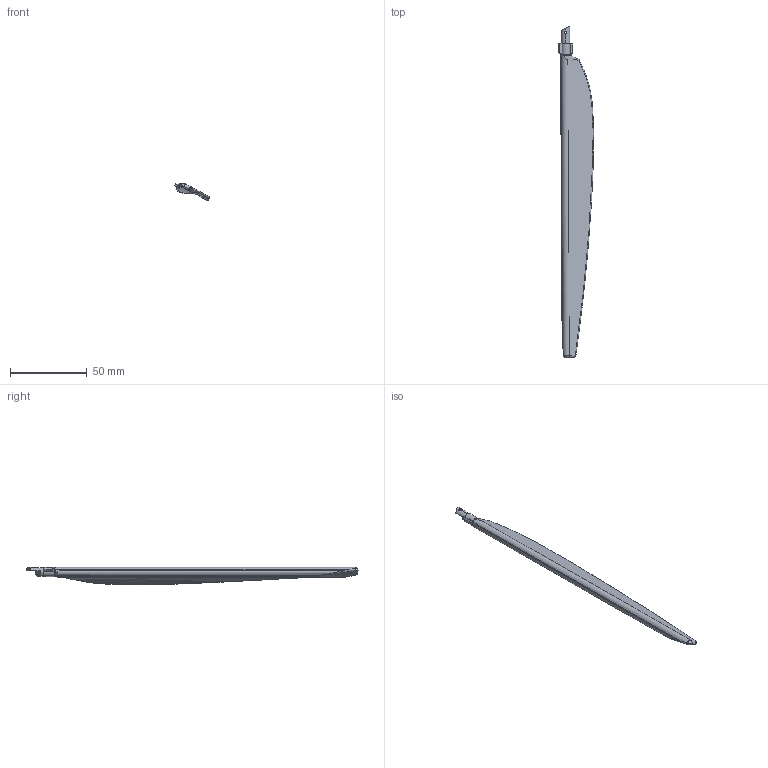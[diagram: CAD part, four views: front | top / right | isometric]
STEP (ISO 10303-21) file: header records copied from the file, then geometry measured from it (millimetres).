
FILE_DESCRIPTION (( 'STEP AP214' ), '1' );
FILE_NAME ('#317-T1860_4 - Blade 3.STEP', '2022-03-16T18:51:10', ( '' ), ( '' ), 'SwSTEP 2.0', 'SolidWorks 2022', '' );
FILE_SCHEMA (( 'AUTOMOTIVE_DESIGN' ));
Length unit declared in the file: inch
Products named in the file (1): #317-T1860_4 - Blade 3
Bounding box: 22.94 x 216.67 x 11.33 mm (x, y, z)
Volume: 13414.7 mm3; surface area: 8574.7 mm2
Topology: 2 solids, 2 shells, 67 faces, 183 edges, 113 vertices
Faces by surface type: bspline 31, plane 21, cylinder 14, torus 1
Entity records: 8037 total; most frequent: CARTESIAN_POINT 5950, ORIENTED_EDGE 354, EDGE_CURVE 177, DIRECTION 152, VERTEX_POINT 113, B_SPLINE_CURVE_WITH_KNOTS 102, EDGE_LOOP 68, FACE_OUTER_BOUND 67
